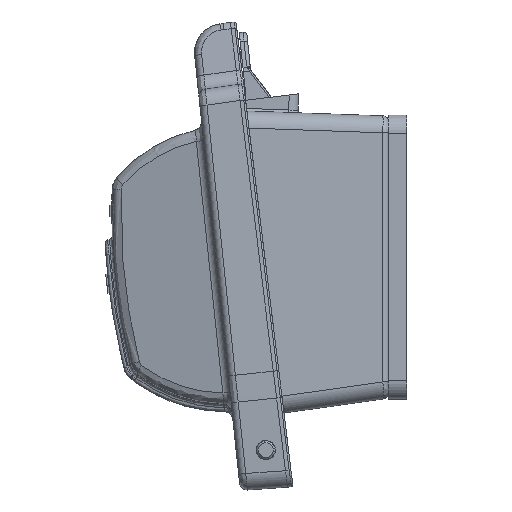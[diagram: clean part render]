
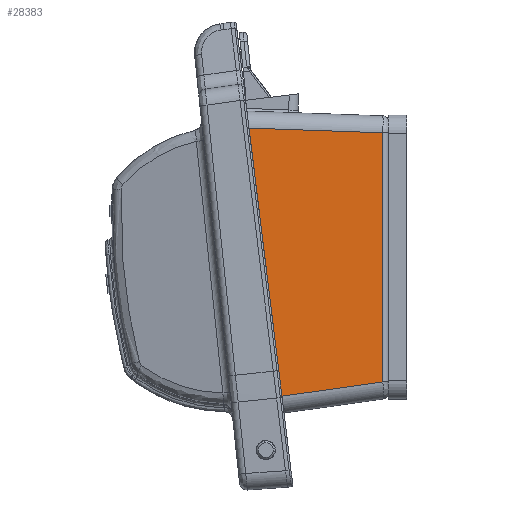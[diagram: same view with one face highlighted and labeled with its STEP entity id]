
A CAD part, left-side view. The second image highlights one B-rep face of the part: STEP entity #28383.
In plain terms, the highlighted planar face has unit normal (-0.999, -0.035, 0).
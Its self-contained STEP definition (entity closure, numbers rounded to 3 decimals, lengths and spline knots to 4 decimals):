
#492 = AXIS2_PLACEMENT_3D ( 'NONE', #64389, #29845, #14873 ) ;
#1407 = VERTEX_POINT ( 'NONE', #34116 ) ;
#3903 = VECTOR ( 'NONE', #24099, 39.3701 ) ;
#4484 = CARTESIAN_POINT ( 'NONE',  ( -7.308, 0.6313, 3.9698 ) ) ;
#4569 = CARTESIAN_POINT ( 'NONE',  ( -7.3001, 0.4057, 1.8832 ) ) ;
#7549 = DIRECTION ( 'NONE',  ( -0.004, 0.105, 0.995 ) ) ;
#7859 = ORIENTED_EDGE ( 'NONE', *, *, #33982, .F. ) ;
#8952 = ORIENTED_EDGE ( 'NONE', *, *, #19804, .F. ) ;
#9129 = CARTESIAN_POINT ( 'NONE',  ( -7.3001, 0.4066, 1.8859 ) ) ;
#9618 = EDGE_CURVE ( 'NONE', #18462, #47530, #53423, .T. ) ;
#10091 = CARTESIAN_POINT ( 'NONE',  ( -7.2997, 0.3936, 1.854 ) ) ;
#10288 = CARTESIAN_POINT ( 'NONE',  ( -7.3082, 0.6388, 4.0414 ) ) ;
#10427 = CARTESIAN_POINT ( 'NONE',  ( -7.3, 0.4035, 1.8769 ) ) ;
#12500 = VERTEX_POINT ( 'NONE', #14218 ) ;
#13937 = VECTOR ( 'NONE', #54971, 39.3701 ) ;
#14218 = CARTESIAN_POINT ( 'NONE',  ( -7.3074, 0.6162, 3.8267 ) ) ;
#14843 = ORIENTED_EDGE ( 'NONE', *, *, #45637, .F. ) ;
#14873 = DIRECTION ( 'NONE',  ( -0.035, 0.999, 0. ) ) ;
#16702 = EDGE_CURVE ( 'NONE', #63867, #35825, #52474, .T. ) ;
#18358 = ORIENTED_EDGE ( 'NONE', *, *, #34010, .F. ) ;
#18462 = VERTEX_POINT ( 'NONE', #41888 ) ;
#19229 = CARTESIAN_POINT ( 'NONE',  ( -7.3005, 0.4177, 1.9377 ) ) ;
#19804 = EDGE_CURVE ( 'NONE', #47530, #1407, #61593, .T. ) ;
#20694 = ORIENTED_EDGE ( 'NONE', *, *, #22251, .F. ) ;
#22192 = CARTESIAN_POINT ( 'NONE',  ( -7.2476, -1.0972, 4.0582 ) ) ;
#22251 = EDGE_CURVE ( 'NONE', #35825, #18462, #50438, .T. ) ;
#23976 = ORIENTED_EDGE ( 'NONE', *, *, #9618, .F. ) ;
#24099 = DIRECTION ( 'NONE',  ( -0.016, 0.469, 0.883 ) ) ;
#24124 = CARTESIAN_POINT ( 'NONE',  ( -7.3003, 0.4127, 1.9053 ) ) ;
#27831 = CARTESIAN_POINT ( 'NONE',  ( -7.2476, -1.0972, 3.9807 ) ) ;
#28383 = ADVANCED_FACE ( 'NONE', ( #54612 ), #44850, .F. ) ;
#29845 = DIRECTION ( 'NONE',  ( 0.999, 0.035, 0. ) ) ;
#29967 = CARTESIAN_POINT ( 'NONE',  ( -7.3001, 0.4072, 1.8878 ) ) ;
#30209 = CARTESIAN_POINT ( 'NONE',  ( -7.1404, -4.1683, 3.8735 ) ) ;
#33279 = VECTOR ( 'NONE', #7549, 39.3701 ) ;
#33982 = EDGE_CURVE ( 'NONE', #12500, #49142, #64070, .T. ) ;
#34010 = EDGE_CURVE ( 'NONE', #49142, #63867, #59851, .T. ) ;
#34116 = CARTESIAN_POINT ( 'NONE',  ( -7.3005, 0.4177, 1.9377 ) ) ;
#35200 = CARTESIAN_POINT ( 'NONE',  ( -7.2998, 0.3986, 1.8644 ) ) ;
#35825 = VERTEX_POINT ( 'NONE', #62036 ) ;
#37193 = CARTESIAN_POINT ( 'NONE',  ( -7.3005, 0.4177, 1.9377 ) ) ;
#39066 = CARTESIAN_POINT ( 'NONE',  ( -7.2868, 0.0268, 1.164 ) ) ;
#39657 = CARTESIAN_POINT ( 'NONE',  ( -7.3077, 0.6238, 3.8982 ) ) ;
#41304 = CARTESIAN_POINT ( 'NONE',  ( -7.4173, 3.7624, 0.639 ) ) ;
#41738 = DIRECTION ( 'NONE',  ( 0., 0., -1. ) ) ;
#41888 = CARTESIAN_POINT ( 'NONE',  ( -7.2868, 0.0268, 1.164 ) ) ;
#43488 = VECTOR ( 'NONE', #55642, 39.3701 ) ;
#44214 = CARTESIAN_POINT ( 'NONE',  ( -7.3082, 0.6388, 4.0414 ) ) ;
#44850 = PLANE ( 'NONE',  #492 ) ;
#45637 = EDGE_CURVE ( 'NONE', #1407, #12500, #56741, .T. ) ;
#46927 = VECTOR ( 'NONE', #41738, 39.3701 ) ;
#47530 = VERTEX_POINT ( 'NONE', #61257 ) ;
#48139 = ORIENTED_EDGE ( 'NONE', *, *, #16702, .F. ) ;
#48253 = EDGE_LOOP ( 'NONE', ( #20694, #48139, #18358, #7859, #14843, #8952, #23976 ) ) ;
#48891 = CARTESIAN_POINT ( 'NONE',  ( -7.3001, 0.4074, 1.8886 ) ) ;
#49142 = VERTEX_POINT ( 'NONE', #10288 ) ;
#50438 = LINE ( 'NONE', #41304, #43488 ) ;
#52474 = LINE ( 'NONE', #22192, #46927 ) ;
#53423 = LINE ( 'NONE', #39066, #3903 ) ;
#54612 = FACE_OUTER_BOUND ( 'NONE', #48253, .T. ) ;
#54971 = DIRECTION ( 'NONE',  ( 0.035, -0.999, -0.035 ) ) ;
#55065 = CARTESIAN_POINT ( 'NONE',  ( -7.2995, 0.39, 1.8471 ) ) ;
#55642 = DIRECTION ( 'NONE',  ( -0.035, 0.99, -0.139 ) ) ;
#56741 = LINE ( 'NONE', #37193, #33279 ) ;
#58974 = CARTESIAN_POINT ( 'NONE',  ( -7.3004, 0.416, 1.9213 ) ) ;
#59851 = LINE ( 'NONE', #30209, #13937 ) ;
#61257 = CARTESIAN_POINT ( 'NONE',  ( -7.2995, 0.39, 1.8471 ) ) ;
#61593 = B_SPLINE_CURVE_WITH_KNOTS ( 'NONE', 3,
 ( #55065, #10091, #35200, #10427, #4569, #9129, #29967, #48891, #24124, #58974, #19229 ),
 .UNSPECIFIED., .F., .F.,
 ( 4, 1, 1, 1, 2, 2, 4 ),
 ( -1., -0.75, -0.625, -0.5625, -0.5313, -0.5, 0. ),
 .UNSPECIFIED. ) ;
#62036 = CARTESIAN_POINT ( 'NONE',  ( -7.2476, -1.0972, 1.3219 ) ) ;
#63867 = VERTEX_POINT ( 'NONE', #27831 ) ;
#64070 = B_SPLINE_CURVE_WITH_KNOTS ( 'NONE', 3,
 ( #64096, #39657, #4484, #44214 ),
 .UNSPECIFIED., .F., .F.,
 ( 4, 4 ),
 ( -1., 0. ),
 .UNSPECIFIED. ) ;
#64096 = CARTESIAN_POINT ( 'NONE',  ( -7.3074, 0.6162, 3.8267 ) ) ;
#64389 = CARTESIAN_POINT ( 'NONE',  ( -7.2456, -1.1542, 4.3007 ) ) ;
